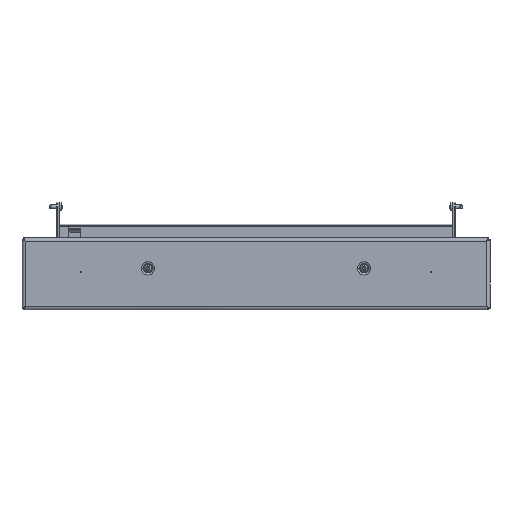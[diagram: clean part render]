
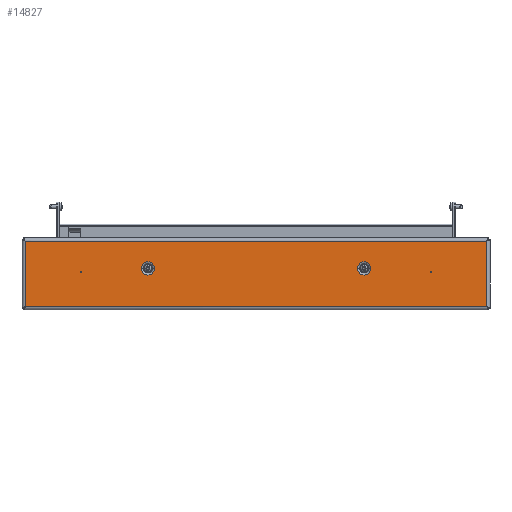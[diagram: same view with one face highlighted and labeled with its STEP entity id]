
A CAD part, top view. The second image highlights one B-rep face of the part: STEP entity #14827.
In plain terms, the highlighted planar face has unit normal (0, 0, 1).
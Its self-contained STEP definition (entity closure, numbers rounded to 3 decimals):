
#113 = FACE_BOUND ( 'NONE', #5525, .T. ) ;
#205 = CARTESIAN_POINT ( 'NONE',  ( 222.5, 2.808, 2. ) ) ;
#446 = DIRECTION ( 'NONE',  ( 1., 0., 0. ) ) ;
#503 = ORIENTED_EDGE ( 'NONE', *, *, #16102, .T. ) ;
#569 = CIRCLE ( 'NONE', #12548, 8.5 ) ;
#624 = VECTOR ( 'NONE', #10938, 1000. ) ;
#678 = LINE ( 'NONE', #14053, #13058 ) ;
#897 = DIRECTION ( 'NONE',  ( 0., 0., -1. ) ) ;
#957 = CARTESIAN_POINT ( 'NONE',  ( -293.5, 41., 2. ) ) ;
#959 = DIRECTION ( 'NONE',  ( 1., 0., 0. ) ) ;
#1062 = ORIENTED_EDGE ( 'NONE', *, *, #17264, .T. ) ;
#1118 = VERTEX_POINT ( 'NONE', #3207 ) ;
#1290 = EDGE_CURVE ( 'NONE', #10304, #5990, #9864, .T. ) ;
#1404 = CARTESIAN_POINT ( 'NONE',  ( -293.5, -42.5, 2. ) ) ;
#1447 = VECTOR ( 'NONE', #8705, 1000. ) ;
#1558 = DIRECTION ( 'NONE',  ( 0., 0., -1. ) ) ;
#1584 = VERTEX_POINT ( 'NONE', #3767 ) ;
#1747 = PLANE ( 'NONE',  #7294 ) ;
#1782 = ORIENTED_EDGE ( 'NONE', *, *, #7503, .F. ) ;
#1795 = ORIENTED_EDGE ( 'NONE', *, *, #13643, .T. ) ;
#1869 = EDGE_CURVE ( 'NONE', #16320, #15539, #14690, .T. ) ;
#1933 = CARTESIAN_POINT ( 'NONE',  ( 129., 6.25, 2. ) ) ;
#2253 = DIRECTION ( 'NONE',  ( 0., 0., -1. ) ) ;
#2548 = AXIS2_PLACEMENT_3D ( 'NONE', #5582, #14852, #6775 ) ;
#2691 = CARTESIAN_POINT ( 'NONE',  ( -222.5, 0.692, 2. ) ) ;
#2760 = CIRCLE ( 'NONE', #12602, 1.058 ) ;
#3207 = CARTESIAN_POINT ( 'NONE',  ( -146., 6.25, 2. ) ) ;
#3511 = VERTEX_POINT ( 'NONE', #1404 ) ;
#3613 = CARTESIAN_POINT ( 'NONE',  ( -137.5, 6.25, 2. ) ) ;
#3767 = CARTESIAN_POINT ( 'NONE',  ( -129., 6.25, 2. ) ) ;
#3873 = ORIENTED_EDGE ( 'NONE', *, *, #12974, .T. ) ;
#4076 = VERTEX_POINT ( 'NONE', #8408 ) ;
#4147 = FACE_OUTER_BOUND ( 'NONE', #6314, .T. ) ;
#4187 = LINE ( 'NONE', #13680, #10850 ) ;
#4951 = DIRECTION ( 'NONE',  ( -1., 0., 0. ) ) ;
#5286 = EDGE_CURVE ( 'NONE', #1584, #1118, #5393, .T. ) ;
#5307 = VERTEX_POINT ( 'NONE', #957 ) ;
#5391 = AXIS2_PLACEMENT_3D ( 'NONE', #11281, #13110, #8600 ) ;
#5393 = CIRCLE ( 'NONE', #14100, 8.5 ) ;
#5525 = EDGE_LOOP ( 'NONE', ( #503, #6932 ) ) ;
#5565 = AXIS2_PLACEMENT_3D ( 'NONE', #16763, #12841, #14365 ) ;
#5582 = CARTESIAN_POINT ( 'NONE',  ( 137.5, 6.25, 2. ) ) ;
#5910 = VERTEX_POINT ( 'NONE', #2691 ) ;
#5990 = VERTEX_POINT ( 'NONE', #205 ) ;
#6000 = FACE_BOUND ( 'NONE', #10596, .T. ) ;
#6314 = EDGE_LOOP ( 'NONE', ( #1062, #15090, #3873, #14012 ) ) ;
#6490 = VERTEX_POINT ( 'NONE', #14907 ) ;
#6524 = CARTESIAN_POINT ( 'NONE',  ( 222.5, 0.692, 2. ) ) ;
#6775 = DIRECTION ( 'NONE',  ( 1., 0., 0. ) ) ;
#6865 = CARTESIAN_POINT ( 'NONE',  ( 293.5, -44.429, 2. ) ) ;
#6932 = ORIENTED_EDGE ( 'NONE', *, *, #1290, .T. ) ;
#7011 = DIRECTION ( 'NONE',  ( 0., -1., 0. ) ) ;
#7232 = EDGE_LOOP ( 'NONE', ( #10155, #1782 ) ) ;
#7294 = AXIS2_PLACEMENT_3D ( 'NONE', #11118, #12453, #446 ) ;
#7503 = EDGE_CURVE ( 'NONE', #14173, #4076, #8478, .T. ) ;
#8235 = CIRCLE ( 'NONE', #13406, 8.5 ) ;
#8408 = CARTESIAN_POINT ( 'NONE',  ( 146., 6.25, 2. ) ) ;
#8478 = CIRCLE ( 'NONE', #2548, 8.5 ) ;
#8600 = DIRECTION ( 'NONE',  ( 1., 0., 0. ) ) ;
#8705 = DIRECTION ( 'NONE',  ( 1., 0., 0. ) ) ;
#8726 = EDGE_CURVE ( 'NONE', #6490, #5910, #2760, .T. ) ;
#8995 = LINE ( 'NONE', #16655, #1447 ) ;
#9136 = FACE_BOUND ( 'NONE', #7232, .T. ) ;
#9171 = EDGE_CURVE ( 'NONE', #4076, #14173, #8235, .T. ) ;
#9756 = FACE_BOUND ( 'NONE', #11500, .T. ) ;
#9864 = CIRCLE ( 'NONE', #15043, 1.058 ) ;
#10155 = ORIENTED_EDGE ( 'NONE', *, *, #9171, .F. ) ;
#10223 = DIRECTION ( 'NONE',  ( -1., 0., 0. ) ) ;
#10304 = VERTEX_POINT ( 'NONE', #6524 ) ;
#10596 = EDGE_LOOP ( 'NONE', ( #13577, #15372 ) ) ;
#10850 = VECTOR ( 'NONE', #7011, 1000. ) ;
#10938 = DIRECTION ( 'NONE',  ( 0., 1., 0. ) ) ;
#11111 = CIRCLE ( 'NONE', #5565, 1.058 ) ;
#11118 = CARTESIAN_POINT ( 'NONE',  ( -297.5, -46.5, 2. ) ) ;
#11281 = CARTESIAN_POINT ( 'NONE',  ( 222.5, 1.75, 2. ) ) ;
#11375 = CARTESIAN_POINT ( 'NONE',  ( 137.5, 6.25, 2. ) ) ;
#11500 = EDGE_LOOP ( 'NONE', ( #1795, #15698 ) ) ;
#11608 = CARTESIAN_POINT ( 'NONE',  ( 222.5, 1.75, 2. ) ) ;
#11692 = EDGE_CURVE ( 'NONE', #5910, #6490, #11111, .T. ) ;
#11747 = CARTESIAN_POINT ( 'NONE',  ( 293.5, 41., 2. ) ) ;
#12440 = CIRCLE ( 'NONE', #5391, 1.058 ) ;
#12453 = DIRECTION ( 'NONE',  ( 0., 0., 1. ) ) ;
#12548 = AXIS2_PLACEMENT_3D ( 'NONE', #3613, #12975, #4951 ) ;
#12602 = AXIS2_PLACEMENT_3D ( 'NONE', #15083, #1558, #13689 ) ;
#12841 = DIRECTION ( 'NONE',  ( 0., 0., -1. ) ) ;
#12974 = EDGE_CURVE ( 'NONE', #3511, #16320, #8995, .T. ) ;
#12975 = DIRECTION ( 'NONE',  ( 0., 0., -1. ) ) ;
#13058 = VECTOR ( 'NONE', #10223, 1000. ) ;
#13110 = DIRECTION ( 'NONE',  ( 0., 0., -1. ) ) ;
#13233 = EDGE_CURVE ( 'NONE', #5307, #3511, #4187, .T. ) ;
#13406 = AXIS2_PLACEMENT_3D ( 'NONE', #11375, #14092, #14149 ) ;
#13577 = ORIENTED_EDGE ( 'NONE', *, *, #8726, .T. ) ;
#13643 = EDGE_CURVE ( 'NONE', #1118, #1584, #569, .T. ) ;
#13680 = CARTESIAN_POINT ( 'NONE',  ( -293.5, 42.929, 2. ) ) ;
#13689 = DIRECTION ( 'NONE',  ( 1., 0., 0. ) ) ;
#14012 = ORIENTED_EDGE ( 'NONE', *, *, #1869, .T. ) ;
#14053 = CARTESIAN_POINT ( 'NONE',  ( 295.429, 41., 2. ) ) ;
#14092 = DIRECTION ( 'NONE',  ( 0., 0., 1. ) ) ;
#14100 = AXIS2_PLACEMENT_3D ( 'NONE', #16943, #897, #17052 ) ;
#14149 = DIRECTION ( 'NONE',  ( 1., 0., 0. ) ) ;
#14173 = VERTEX_POINT ( 'NONE', #1933 ) ;
#14365 = DIRECTION ( 'NONE',  ( 1., 0., 0. ) ) ;
#14690 = LINE ( 'NONE', #6865, #624 ) ;
#14827 = ADVANCED_FACE ( '�����2', ( #9756, #6000, #9136, #113, #4147 ), #1747, .T. ) ;
#14852 = DIRECTION ( 'NONE',  ( 0., 0., 1. ) ) ;
#14907 = CARTESIAN_POINT ( 'NONE',  ( -222.5, 2.808, 2. ) ) ;
#15043 = AXIS2_PLACEMENT_3D ( 'NONE', #11608, #2253, #959 ) ;
#15083 = CARTESIAN_POINT ( 'NONE',  ( -222.5, 1.75, 2. ) ) ;
#15090 = ORIENTED_EDGE ( 'NONE', *, *, #13233, .T. ) ;
#15372 = ORIENTED_EDGE ( 'NONE', *, *, #11692, .T. ) ;
#15539 = VERTEX_POINT ( 'NONE', #11747 ) ;
#15698 = ORIENTED_EDGE ( 'NONE', *, *, #5286, .T. ) ;
#16102 = EDGE_CURVE ( 'NONE', #5990, #10304, #12440, .T. ) ;
#16246 = CARTESIAN_POINT ( 'NONE',  ( 293.5, -42.5, 2. ) ) ;
#16320 = VERTEX_POINT ( 'NONE', #16246 ) ;
#16655 = CARTESIAN_POINT ( 'NONE',  ( -295.429, -42.5, 2. ) ) ;
#16763 = CARTESIAN_POINT ( 'NONE',  ( -222.5, 1.75, 2. ) ) ;
#16943 = CARTESIAN_POINT ( 'NONE',  ( -137.5, 6.25, 2. ) ) ;
#17052 = DIRECTION ( 'NONE',  ( -1., 0., 0. ) ) ;
#17264 = EDGE_CURVE ( 'NONE', #15539, #5307, #678, .T. ) ;
